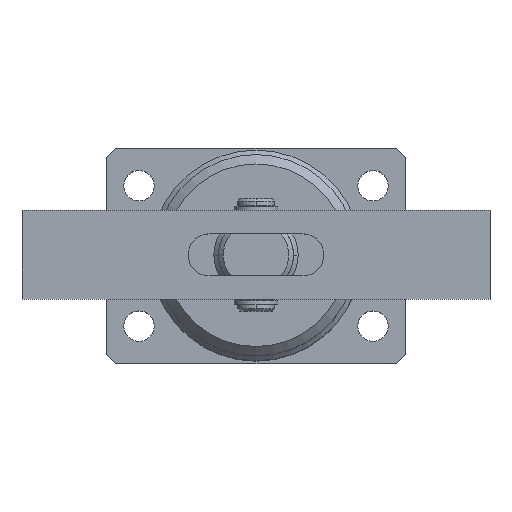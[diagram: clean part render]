
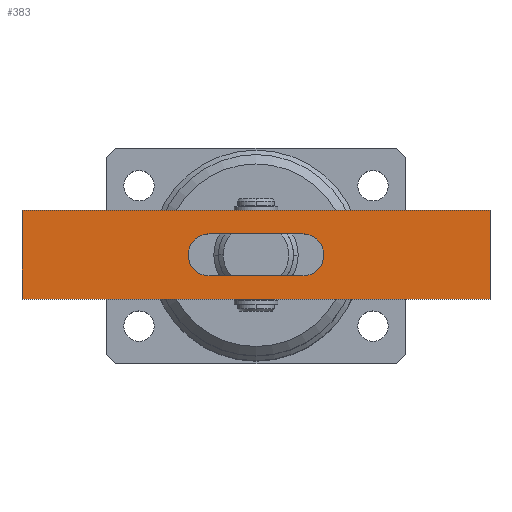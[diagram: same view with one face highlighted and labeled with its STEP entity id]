
A CAD part, top view. The second image highlights one B-rep face of the part: STEP entity #383.
In plain terms, the highlighted face is planar.
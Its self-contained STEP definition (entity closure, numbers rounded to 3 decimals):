
#236 = VECTOR ( 'NONE', #3331, 1000. ) ;
#239 = LINE ( 'NONE', #3332, #236 ) ;
#329 = ORIENTED_EDGE ( 'NONE', *, *, #2066, .T. ) ;
#383 = ADVANCED_FACE ( 'NONE', ( #1611, #1649 ), #1003, .F. ) ;
#634 = VERTEX_POINT ( 'NONE', #926 ) ;
#646 = VERTEX_POINT ( 'NONE', #916 ) ;
#741 = DIRECTION ( 'NONE',  ( 0., 0., -1. ) ) ;
#742 = CARTESIAN_POINT ( 'NONE',  ( 50., -9.5, 9.5 ) ) ;
#868 = CARTESIAN_POINT ( 'NONE',  ( -50., -9.5, 9.5 ) ) ;
#916 = CARTESIAN_POINT ( 'NONE',  ( -10., -9.5, -4.5 ) ) ;
#926 = CARTESIAN_POINT ( 'NONE',  ( 10., -9.5, 4.5 ) ) ;
#937 = CARTESIAN_POINT ( 'NONE',  ( -50., -9.5, -9.5 ) ) ;
#939 = DIRECTION ( 'NONE',  ( 1., 0., 0. ) ) ;
#1002 = DIRECTION ( 'NONE',  ( 0., 0., 1. ) ) ;
#1003 = PLANE ( 'NONE',  #2000 ) ;
#1262 = DIRECTION ( 'NONE',  ( 0., 1., 0. ) ) ;
#1407 = AXIS2_PLACEMENT_3D ( 'NONE', #3536, #3534, #3533 ) ;
#1426 = AXIS2_PLACEMENT_3D ( 'NONE', #4582, #4583, #4584 ) ;
#1541 = VECTOR ( 'NONE', #4687, 1000. ) ;
#1547 = LINE ( 'NONE', #4691, #1541 ) ;
#1552 = CIRCLE ( 'NONE', #1426, 4.5 ) ;
#1611 = FACE_BOUND ( 'NONE', #2429, .T. ) ;
#1649 = FACE_OUTER_BOUND ( 'NONE', #2316, .T. ) ;
#1706 = VECTOR ( 'NONE', #939, 1000. ) ;
#1710 = LINE ( 'NONE', #937, #1706 ) ;
#1950 = EDGE_CURVE ( 'NONE', #3944, #3965, #1710, .T. ) ;
#2000 = AXIS2_PLACEMENT_3D ( 'NONE', #868, #1262, #1002 ) ;
#2066 = EDGE_CURVE ( 'NONE', #646, #4032, #1552, .T. ) ;
#2096 = EDGE_CURVE ( 'NONE', #3949, #646, #1547, .T. ) ;
#2177 = EDGE_CURVE ( 'NONE', #3996, #3944, #3175, .T. ) ;
#2225 = EDGE_CURVE ( 'NONE', #3943, #3965, #3146, .T. ) ;
#2316 = EDGE_LOOP ( 'NONE', ( #2745, #2735, #2716, #2742 ) ) ;
#2429 = EDGE_LOOP ( 'NONE', ( #2959, #329, #2755, #2657 ) ) ;
#2657 = ORIENTED_EDGE ( 'NONE', *, *, #4131, .T. ) ;
#2716 = ORIENTED_EDGE ( 'NONE', *, *, #4120, .F. ) ;
#2735 = ORIENTED_EDGE ( 'NONE', *, *, #2225, .F. ) ;
#2742 = ORIENTED_EDGE ( 'NONE', *, *, #2177, .T. ) ;
#2745 = ORIENTED_EDGE ( 'NONE', *, *, #1950, .T. ) ;
#2755 = ORIENTED_EDGE ( 'NONE', *, *, #4171, .T. ) ;
#2959 = ORIENTED_EDGE ( 'NONE', *, *, #2096, .T. ) ;
#3032 = VECTOR ( 'NONE', #3492, 1000. ) ;
#3053 = LINE ( 'NONE', #3477, #3032 ) ;
#3115 = VECTOR ( 'NONE', #741, 1000. ) ;
#3129 = CIRCLE ( 'NONE', #1407, 4.5 ) ;
#3136 = VECTOR ( 'NONE', #4729, 1000. ) ;
#3146 = LINE ( 'NONE', #742, #3115 ) ;
#3175 = LINE ( 'NONE', #4730, #3136 ) ;
#3331 = DIRECTION ( 'NONE',  ( 1., 0., 0. ) ) ;
#3332 = CARTESIAN_POINT ( 'NONE',  ( -10., -9.5, 4.5 ) ) ;
#3477 = CARTESIAN_POINT ( 'NONE',  ( -50., -9.5, 9.5 ) ) ;
#3492 = DIRECTION ( 'NONE',  ( 1., 0., 0. ) ) ;
#3533 = DIRECTION ( 'NONE',  ( 0., 0., 1. ) ) ;
#3534 = DIRECTION ( 'NONE',  ( 0., 1., 0. ) ) ;
#3536 = CARTESIAN_POINT ( 'NONE',  ( 10., -9.5, 0. ) ) ;
#3633 = CARTESIAN_POINT ( 'NONE',  ( -10., -9.5, 4.5 ) ) ;
#3657 = CARTESIAN_POINT ( 'NONE',  ( -50., -9.5, 9.5 ) ) ;
#3706 = CARTESIAN_POINT ( 'NONE',  ( 50., -9.5, -9.5 ) ) ;
#3726 = CARTESIAN_POINT ( 'NONE',  ( 10., -9.5, -4.5 ) ) ;
#3733 = CARTESIAN_POINT ( 'NONE',  ( 50., -9.5, 9.5 ) ) ;
#3743 = CARTESIAN_POINT ( 'NONE',  ( -50., -9.5, -9.5 ) ) ;
#3943 = VERTEX_POINT ( 'NONE', #3733 ) ;
#3944 = VERTEX_POINT ( 'NONE', #3743 ) ;
#3949 = VERTEX_POINT ( 'NONE', #3726 ) ;
#3965 = VERTEX_POINT ( 'NONE', #3706 ) ;
#3996 = VERTEX_POINT ( 'NONE', #3657 ) ;
#4032 = VERTEX_POINT ( 'NONE', #3633 ) ;
#4120 = EDGE_CURVE ( 'NONE', #3996, #3943, #3053, .T. ) ;
#4131 = EDGE_CURVE ( 'NONE', #634, #3949, #3129, .T. ) ;
#4171 = EDGE_CURVE ( 'NONE', #4032, #634, #239, .T. ) ;
#4582 = CARTESIAN_POINT ( 'NONE',  ( -10., -9.5, 0. ) ) ;
#4583 = DIRECTION ( 'NONE',  ( 0., 1., 0. ) ) ;
#4584 = DIRECTION ( 'NONE',  ( 0., 0., 1. ) ) ;
#4687 = DIRECTION ( 'NONE',  ( -1., 0., 0. ) ) ;
#4691 = CARTESIAN_POINT ( 'NONE',  ( -10., -9.5, -4.5 ) ) ;
#4729 = DIRECTION ( 'NONE',  ( 0., 0., -1. ) ) ;
#4730 = CARTESIAN_POINT ( 'NONE',  ( -50., -9.5, 9.5 ) ) ;
